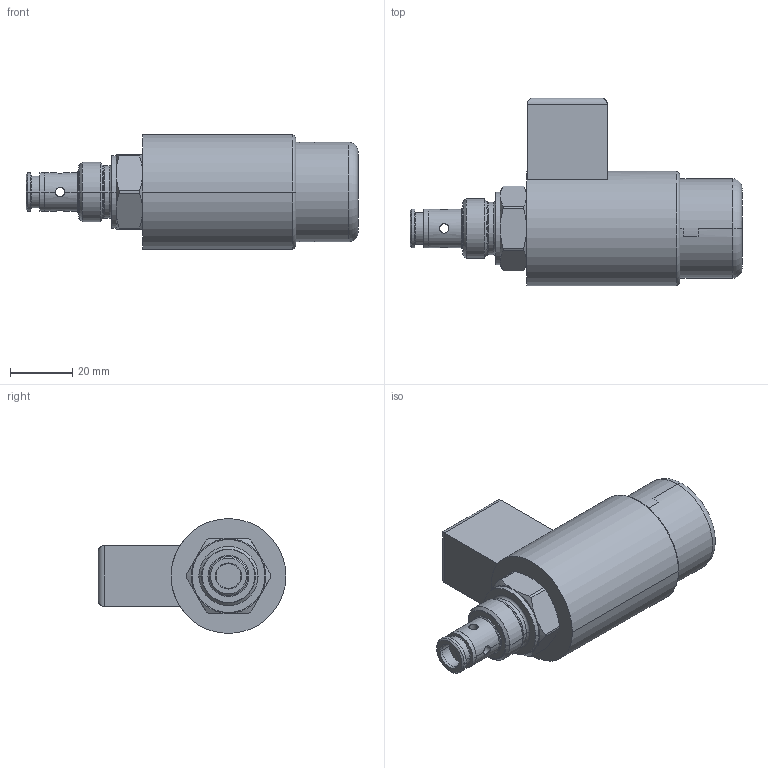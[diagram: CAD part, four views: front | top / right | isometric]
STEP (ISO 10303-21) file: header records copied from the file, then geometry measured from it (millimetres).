
FILE_DESCRIPTION((''),'2;1');
FILE_NAME('SD2E_A2_H','2011-03-14T',('tvatras'),(''),'PRO/ENGINEER BY PARAMETRIC TECHNOLOGY CORPORATION, 2010180','PRO/ENGINEER BY PARAMETRIC TECHNOLOGY CORPORATION, 2010180','');
FILE_SCHEMA(('CONFIG_CONTROL_DESIGN'));
Length unit declared in the file: millimetre
Products named in the file (1): SD2E_A2_H
Bounding box: 106.95 x 60.5 x 37 mm (x, y, z)
Volume: 90453.8 mm3; surface area: 14780.4 mm2
Topology: 1 solids, 2 shells, 99 faces, 239 edges, 147 vertices
Faces by surface type: cylinder 42, cone 24, plane 21, torus 12
Entity records: 3211 total; most frequent: CARTESIAN_POINT 823, DIRECTION 522, ORIENTED_EDGE 472, EDGE_CURVE 238, AXIS2_PLACEMENT_3D 222, VERTEX_POINT 145, CIRCLE 121, EDGE_LOOP 109
